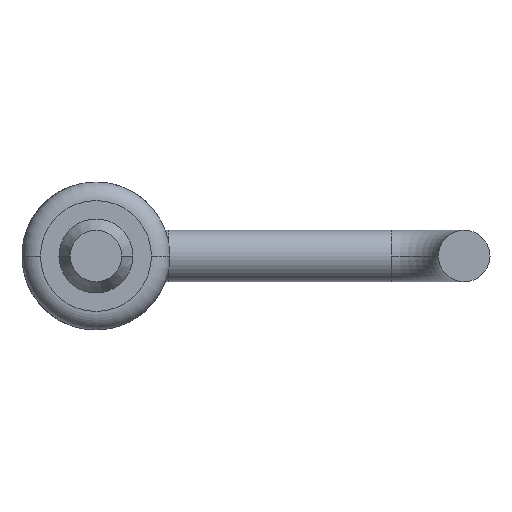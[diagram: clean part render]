
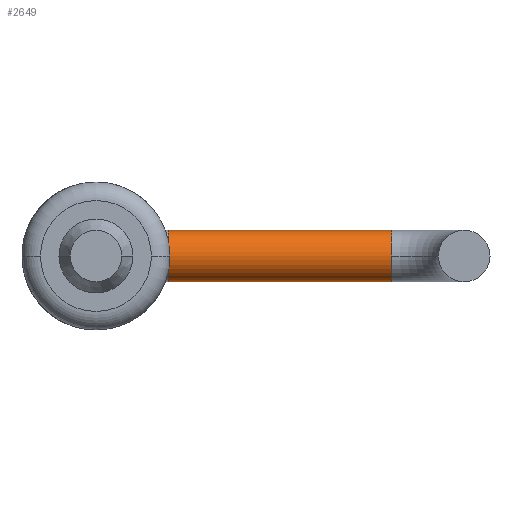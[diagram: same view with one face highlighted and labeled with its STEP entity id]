
A CAD part, front view. The second image highlights one B-rep face of the part: STEP entity #2649.
In plain terms, the highlighted cylindrical face has radius 0.356 mm (diameter 0.712 mm), a partial arc.
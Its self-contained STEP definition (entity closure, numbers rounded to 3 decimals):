
#21 = ORIENTED_EDGE ( 'NONE', *, *, #260, .T. ) ;
#104 = DIRECTION ( 'NONE',  ( 1., 0., 0. ) ) ;
#260 = EDGE_CURVE ( 'NONE', #929, #3971, #268, .T. ) ;
#267 = EDGE_CURVE ( 'NONE', #4655, #929, #390, .T. ) ;
#268 = CIRCLE ( 'NONE', #2866, 0.356 ) ;
#390 = LINE ( 'NONE', #795, #658 ) ;
#446 = EDGE_CURVE ( 'NONE', #4655, #4190, #2953, .T. ) ;
#456 = DIRECTION ( 'NONE',  ( 0., 1., 0. ) ) ;
#489 = ORIENTED_EDGE ( 'NONE', *, *, #446, .F. ) ;
#658 = VECTOR ( 'NONE', #3825, 1000. ) ;
#751 = DIRECTION ( 'NONE',  ( 1., 0., 0. ) ) ;
#773 = DIRECTION ( 'NONE',  ( -1., 0., 0. ) ) ;
#795 = CARTESIAN_POINT ( 'NONE',  ( 4.083, 7.623, 0.356 ) ) ;
#810 = AXIS2_PLACEMENT_3D ( 'NONE', #1135, #1875, #2850 ) ;
#929 = VERTEX_POINT ( 'NONE', #2007 ) ;
#962 = DIRECTION ( 'NONE',  ( -1., 0., 0. ) ) ;
#1135 = CARTESIAN_POINT ( 'NONE',  ( 4.083, 7.623, 0. ) ) ;
#1255 = CIRCLE ( 'NONE', #3862, 0.356 ) ;
#1344 = CARTESIAN_POINT ( 'NONE',  ( 4.083, 7.623, -0.356 ) ) ;
#1361 = DIRECTION ( 'NONE',  ( 1., 0., 0. ) ) ;
#1514 = CARTESIAN_POINT ( 'NONE',  ( 0.997, 7.623, 0. ) ) ;
#1525 = CARTESIAN_POINT ( 'NONE',  ( 4.083, 7.623, -0.356 ) ) ;
#1595 = DIRECTION ( 'NONE',  ( 0., 1., 0. ) ) ;
#1640 = EDGE_CURVE ( 'NONE', #3909, #4813, #2873, .T. ) ;
#1681 = EDGE_LOOP ( 'NONE', ( #3989, #2098, #489, #4812, #21, #3870 ) ) ;
#1738 = EDGE_CURVE ( 'NONE', #4190, #3909, #1255, .T. ) ;
#1875 = DIRECTION ( 'NONE',  ( 1., 0., 0. ) ) ;
#2007 = CARTESIAN_POINT ( 'NONE',  ( 0.997, 7.623, 0.356 ) ) ;
#2098 = ORIENTED_EDGE ( 'NONE', *, *, #1738, .F. ) ;
#2335 = CARTESIAN_POINT ( 'NONE',  ( 0.997, 7.267, 0. ) ) ;
#2371 = CARTESIAN_POINT ( 'NONE',  ( 4.083, 7.623, 0. ) ) ;
#2410 = CARTESIAN_POINT ( 'NONE',  ( 4.083, 7.267, 0. ) ) ;
#2649 = ADVANCED_FACE ( 'NONE', ( #4579 ), #4148, .T. ) ;
#2850 = DIRECTION ( 'NONE',  ( 0., 1., 0. ) ) ;
#2866 = AXIS2_PLACEMENT_3D ( 'NONE', #1514, #751, #456 ) ;
#2873 = LINE ( 'NONE', #1344, #3931 ) ;
#2953 = CIRCLE ( 'NONE', #810, 0.356 ) ;
#3098 = EDGE_CURVE ( 'NONE', #3971, #4813, #3115, .T. ) ;
#3115 = CIRCLE ( 'NONE', #4384, 0.356 ) ;
#3215 = CARTESIAN_POINT ( 'NONE',  ( 0.997, 7.623, 0. ) ) ;
#3266 = DIRECTION ( 'NONE',  ( 0., 1., 0. ) ) ;
#3484 = CARTESIAN_POINT ( 'NONE',  ( 0.997, 7.623, -0.356 ) ) ;
#3643 = CARTESIAN_POINT ( 'NONE',  ( 4.083, 7.623, 0.356 ) ) ;
#3771 = DIRECTION ( 'NONE',  ( 0., 0., 1. ) ) ;
#3800 = CARTESIAN_POINT ( 'NONE',  ( 4.083, 7.623, 0. ) ) ;
#3825 = DIRECTION ( 'NONE',  ( -1., 0., 0. ) ) ;
#3862 = AXIS2_PLACEMENT_3D ( 'NONE', #2371, #104, #1595 ) ;
#3870 = ORIENTED_EDGE ( 'NONE', *, *, #3098, .T. ) ;
#3909 = VERTEX_POINT ( 'NONE', #1525 ) ;
#3931 = VECTOR ( 'NONE', #962, 1000. ) ;
#3937 = AXIS2_PLACEMENT_3D ( 'NONE', #3800, #773, #3771 ) ;
#3971 = VERTEX_POINT ( 'NONE', #2335 ) ;
#3989 = ORIENTED_EDGE ( 'NONE', *, *, #1640, .F. ) ;
#4148 = CYLINDRICAL_SURFACE ( 'NONE', #3937, 0.356 ) ;
#4190 = VERTEX_POINT ( 'NONE', #2410 ) ;
#4384 = AXIS2_PLACEMENT_3D ( 'NONE', #3215, #1361, #3266 ) ;
#4579 = FACE_OUTER_BOUND ( 'NONE', #1681, .T. ) ;
#4655 = VERTEX_POINT ( 'NONE', #3643 ) ;
#4812 = ORIENTED_EDGE ( 'NONE', *, *, #267, .T. ) ;
#4813 = VERTEX_POINT ( 'NONE', #3484 ) ;
